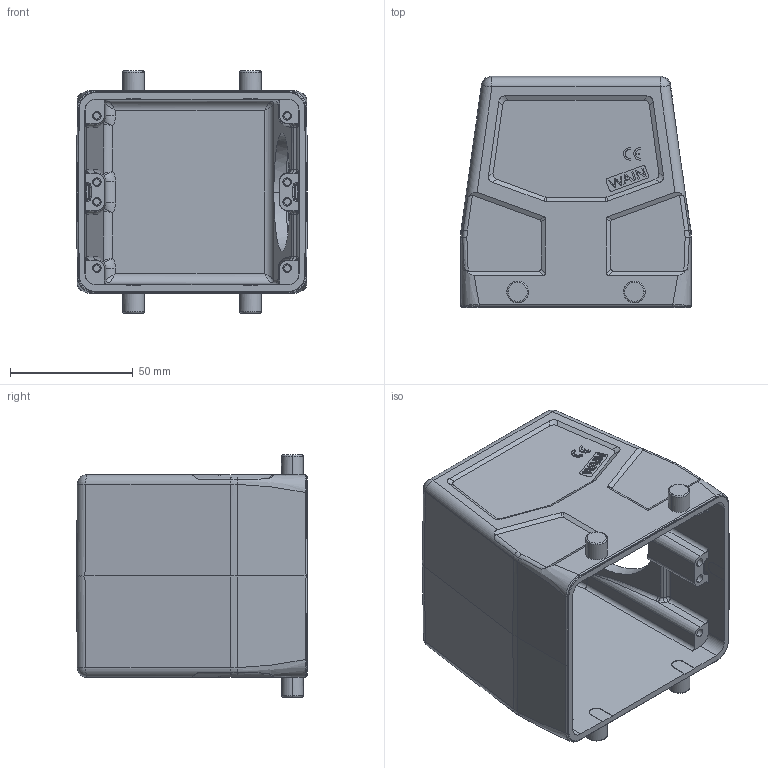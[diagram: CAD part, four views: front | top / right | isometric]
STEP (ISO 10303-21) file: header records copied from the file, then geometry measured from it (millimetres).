
FILE_DESCRIPTION((''),'2;1');
FILE_NAME('3D_1111325301003_W32B-SE-4B-M50','2024-01-17T',('p.yu'),(''),'PRO/ENGINEER BY PARAMETRIC TECHNOLOGY CORPORATION, 2012480','PRO/ENGINEER BY PARAMETRIC TECHNOLOGY CORPORATION, 2012480','');
FILE_SCHEMA(('CONFIG_CONTROL_DESIGN'));
Length unit declared in the file: millimetre
Products named in the file (1): 3D_1111325301003_W32B-SE-4B-M50
Bounding box: 94 x 94 x 98.5 mm (x, y, z)
Volume: 156429.3 mm3; surface area: 69721.1 mm2
Topology: 1 solids, 1 shells, 504 faces, 1309 edges, 824 vertices
Faces by surface type: plane 221, cylinder 169, bspline 52, torus 20, extrusion 20, cone 12, sphere 10
Entity records: 17988 total; most frequent: CARTESIAN_POINT 6268, ORIENTED_EDGE 2582, DIRECTION 2159, EDGE_CURVE 1291, VERTEX_POINT 824, VECTOR 735, LINE 715, AXIS2_PLACEMENT_3D 712
